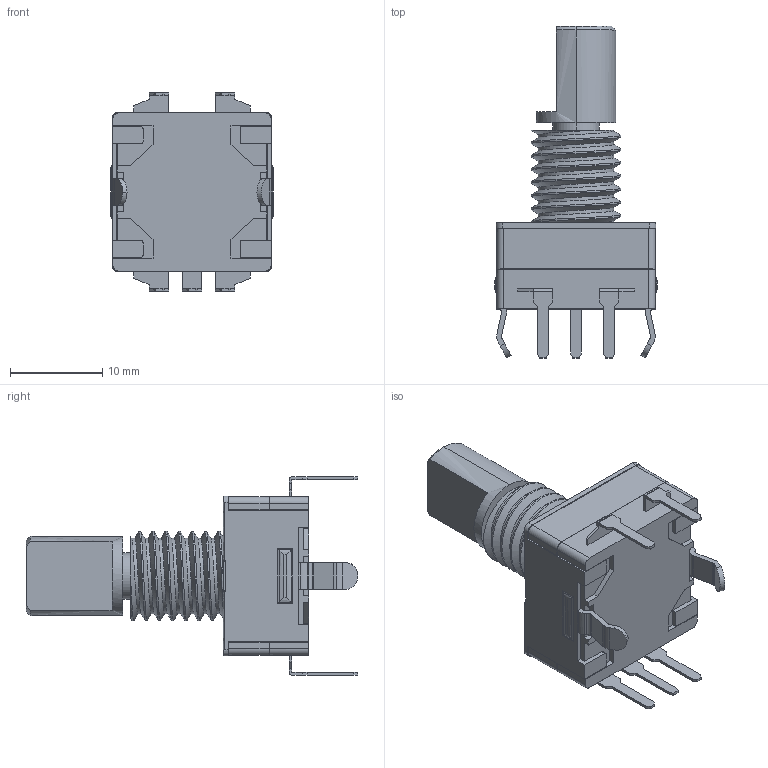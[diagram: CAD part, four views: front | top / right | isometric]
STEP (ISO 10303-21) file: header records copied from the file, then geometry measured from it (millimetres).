
FILE_DESCRIPTION(('FreeCAD Model'),'2;1');
FILE_NAME('Open CASCADE Shape Model','2025-04-17T16:33:34',('FreeCAD'),( 'FreeCAD'),'Open CASCADE STEP processor 7.6','FreeCAD','Unknown');
FILE_SCHEMA(('AUTOMOTIVE_DESIGN { 1 0 10303 214 1 1 1 1 }'));
Length unit declared in the file: millimetre
Products named in the file (1): Open CASCADE STEP translator 7.6 1
Bounding box: 17.6 x 35.92 x 21.47 mm (x, y, z)
Volume: 3874.2 mm3; surface area: 3077.1 mm2
Topology: 6 solids, 6 shells, 320 faces, 892 edges, 581 vertices
Faces by surface type: bspline 320
Entity records: 11091 total; most frequent: CARTESIAN_POINT 5864, ORIENTED_EDGE 1784, EDGE_CURVE 892, B_SPLINE_CURVE_WITH_KNOTS 743, VERTEX_POINT 581, FACE_BOUND 325, EDGE_LOOP 325, ADVANCED_FACE 320
